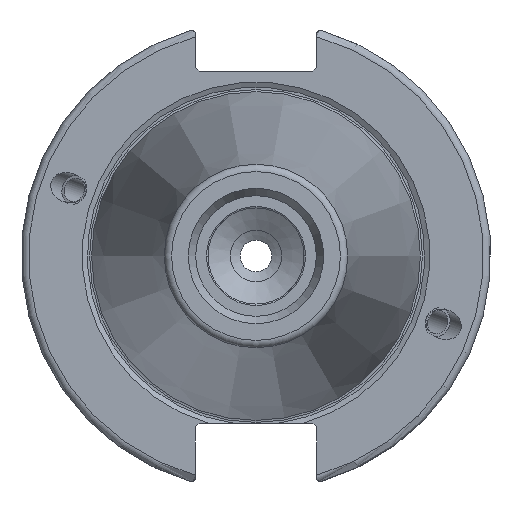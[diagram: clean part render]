
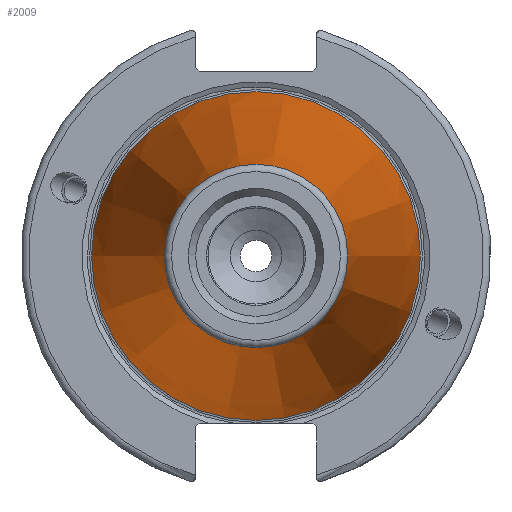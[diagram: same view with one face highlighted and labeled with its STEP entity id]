
A CAD part, left-side view. The second image highlights one B-rep face of the part: STEP entity #2009.
In plain terms, the highlighted conical face has half-angle 8.297 degrees and reference radius 17.248 mm.
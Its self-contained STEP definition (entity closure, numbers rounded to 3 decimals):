
#144=CONICAL_SURFACE('',#2232,17.248,0.145);
#230=FACE_OUTER_BOUND('',#363,.T.);
#363=EDGE_LOOP('',(#1738,#1739,#1740,#1741,#1742));
#494=LINE('',#4617,#611);
#611=VECTOR('',#2718,17.248);
#700=CIRCLE('',#2226,12.397);
#701=CIRCLE('',#2227,12.397);
#705=CIRCLE('',#2233,22.225);
#961=VERTEX_POINT('',#4604);
#962=VERTEX_POINT('',#4605);
#965=VERTEX_POINT('',#4615);
#1236=EDGE_CURVE('',#961,#962,#700,.T.);
#1237=EDGE_CURVE('',#962,#961,#701,.T.);
#1241=EDGE_CURVE('',#965,#965,#705,.T.);
#1242=EDGE_CURVE('',#965,#962,#494,.T.);
#1738=ORIENTED_EDGE('',*,*,#1241,.F.);
#1739=ORIENTED_EDGE('',*,*,#1242,.T.);
#1740=ORIENTED_EDGE('',*,*,#1236,.F.);
#1741=ORIENTED_EDGE('',*,*,#1237,.F.);
#1742=ORIENTED_EDGE('',*,*,#1242,.F.);
#2009=ADVANCED_FACE('',(#230),#144,.T.);
#2226=AXIS2_PLACEMENT_3D('',#4606,#2702,#2703);
#2227=AXIS2_PLACEMENT_3D('',#4607,#2704,#2705);
#2232=AXIS2_PLACEMENT_3D('',#4614,#2714,#2715);
#2233=AXIS2_PLACEMENT_3D('',#4616,#2716,#2717);
#2702=DIRECTION('center_axis',(-1.,0.,0.));
#2703=DIRECTION('ref_axis',(0.,-1.,0.));
#2704=DIRECTION('center_axis',(-1.,0.,0.));
#2705=DIRECTION('ref_axis',(0.,-1.,0.));
#2714=DIRECTION('center_axis',(1.,0.,0.));
#2715=DIRECTION('ref_axis',(0.,1.,0.));
#2716=DIRECTION('center_axis',(1.,0.,0.));
#2717=DIRECTION('ref_axis',(0.,0.,-1.));
#2718=DIRECTION('',(-0.99,0.144,0.));
#4604=CARTESIAN_POINT('',(-67.394,0.,12.397));
#4605=CARTESIAN_POINT('',(-67.394,-12.397,0.));
#4606=CARTESIAN_POINT('Origin',(-67.394,0.,0.));
#4607=CARTESIAN_POINT('Origin',(-67.394,0.,0.));
#4614=CARTESIAN_POINT('Origin',(-34.125,0.,0.));
#4615=CARTESIAN_POINT('',(0.,-22.225,0.));
#4616=CARTESIAN_POINT('Origin',(0.,0.,0.));
#4617=CARTESIAN_POINT('',(-34.125,-17.248,0.));
